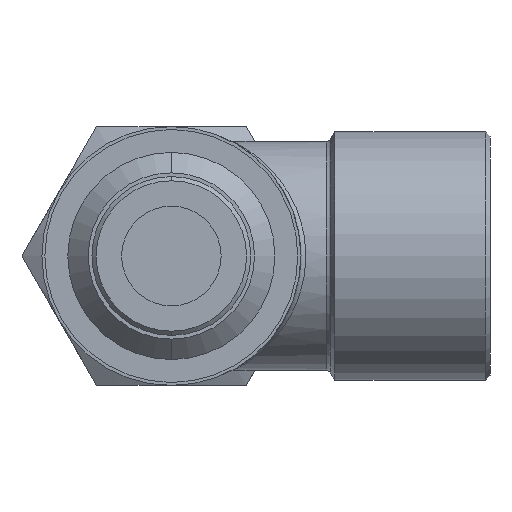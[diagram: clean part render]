
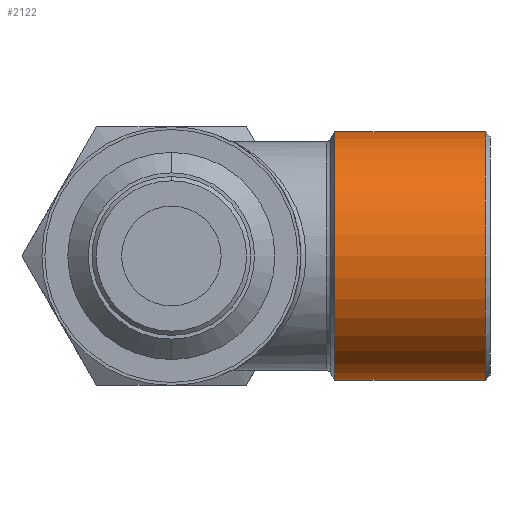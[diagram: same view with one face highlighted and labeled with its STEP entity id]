
A CAD part, front view. The second image highlights one B-rep face of the part: STEP entity #2122.
In plain terms, the highlighted cylindrical face has radius 12.5 mm (diameter 25 mm), a partial arc.
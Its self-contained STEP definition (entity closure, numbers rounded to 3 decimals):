
#8 = DIRECTION ( 'NONE',  ( -1., 0., 0. ) ) ;
#11 = CARTESIAN_POINT ( 'NONE',  ( -1.384, 24., 12.5 ) ) ;
#15 = LINE ( 'NONE', #11, #22 ) ;
#22 = VECTOR ( 'NONE', #8, 1000. ) ;
#56 = DIRECTION ( 'NONE',  ( 0., 0., -1. ) ) ;
#57 = DIRECTION ( 'NONE',  ( 1., 0., 0. ) ) ;
#62 = CARTESIAN_POINT ( 'NONE',  ( 16.433, 24., 0. ) ) ;
#63 = AXIS2_PLACEMENT_3D ( 'NONE', #62, #57, #56 ) ;
#64 = CIRCLE ( 'NONE', #63, 12.5 ) ;
#112 = CYLINDRICAL_SURFACE ( 'NONE', #124, 12.5 ) ;
#123 = FACE_OUTER_BOUND ( 'NONE', #2134, .T. ) ;
#124 = AXIS2_PLACEMENT_3D ( 'NONE', #134, #128, #141 ) ;
#128 = DIRECTION ( 'NONE',  ( -1., 0., 0. ) ) ;
#134 = CARTESIAN_POINT ( 'NONE',  ( -1.384, 24., 0. ) ) ;
#141 = DIRECTION ( 'NONE',  ( 0., 0., 1. ) ) ;
#764 = CIRCLE ( 'NONE', #784, 12.5 ) ;
#781 = DIRECTION ( 'NONE',  ( 0., 0., 1. ) ) ;
#782 = DIRECTION ( 'NONE',  ( -1., 0., 0. ) ) ;
#783 = CARTESIAN_POINT ( 'NONE',  ( 31.5, 24., 0. ) ) ;
#784 = AXIS2_PLACEMENT_3D ( 'NONE', #783, #782, #781 ) ;
#916 = CARTESIAN_POINT ( 'NONE',  ( 16.433, 24., -12.5 ) ) ;
#928 = CARTESIAN_POINT ( 'NONE',  ( 16.433, 24., 12.5 ) ) ;
#1841 = VERTEX_POINT ( 'NONE', #2835 ) ;
#1842 = VERTEX_POINT ( 'NONE', #2836 ) ;
#1845 = EDGE_CURVE ( 'NONE', #1842, #1901, #2448, .T. ) ;
#1895 = VERTEX_POINT ( 'NONE', #928 ) ;
#1901 = VERTEX_POINT ( 'NONE', #916 ) ;
#1906 = EDGE_CURVE ( 'NONE', #1841, #1895, #15, .T. ) ;
#2024 = EDGE_CURVE ( 'NONE', #1895, #1901, #64, .T. ) ;
#2064 = ORIENTED_EDGE ( 'NONE', *, *, #1906, .T. ) ;
#2065 = ORIENTED_EDGE ( 'NONE', *, *, #2024, .T. ) ;
#2066 = ORIENTED_EDGE ( 'NONE', *, *, #2067, .T. ) ;
#2067 = EDGE_CURVE ( 'NONE', #1842, #1841, #764, .T. ) ;
#2122 = ADVANCED_FACE ( 'NONE', ( #123 ), #112, .T. ) ;
#2125 = ORIENTED_EDGE ( 'NONE', *, *, #1845, .F. ) ;
#2134 = EDGE_LOOP ( 'NONE', ( #2125, #2066, #2064, #2065 ) ) ;
#2439 = DIRECTION ( 'NONE',  ( -1., 0., 0. ) ) ;
#2442 = CARTESIAN_POINT ( 'NONE',  ( -1.384, 24., -12.5 ) ) ;
#2448 = LINE ( 'NONE', #2442, #2469 ) ;
#2469 = VECTOR ( 'NONE', #2439, 1000. ) ;
#2835 = CARTESIAN_POINT ( 'NONE',  ( 31.5, 24., 12.5 ) ) ;
#2836 = CARTESIAN_POINT ( 'NONE',  ( 31.5, 24., -12.5 ) ) ;
